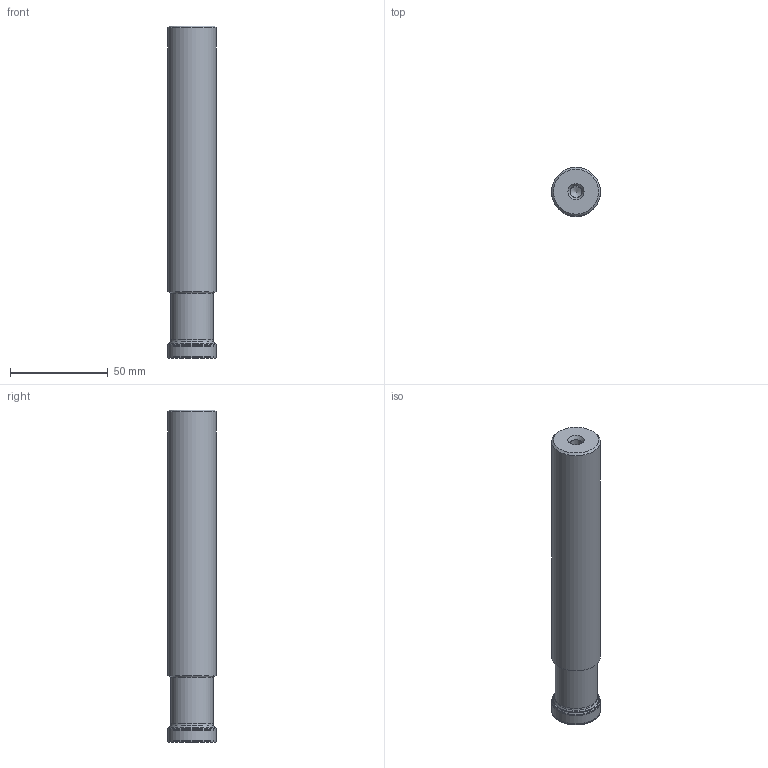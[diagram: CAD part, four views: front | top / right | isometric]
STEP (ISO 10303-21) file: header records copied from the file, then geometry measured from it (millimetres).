
FILE_DESCRIPTION(/* description */ (''),/* implementation_level */ '2;1');
FILE_NAME(/* name */ '25A3R034A25_STN10_C_115009462ndi000_00_SIM.stp',/* time_stamp */ '2020-02-28T08:11:55+01:00',/* author */ (''),/* organization */ (''),/* preprocessor_version */ 'ST-DEVELOPER v16.7',/* originating_system */ 'SIEMENS PLM Software NX 12.0',/* authorisation */ '');
FILE_SCHEMA (('AUTOMOTIVE_DESIGN { 1 0 10303 214 3 1 1 1 }'));
Length unit declared in the file: millimetre
Products named in the file (1): lf193BA05D64d2v0
Bounding box: 25 x 25 x 170 mm (x, y, z)
Volume: 77561.9 mm3; surface area: 18083 mm2
Topology: 2 solids, 2 shells, 59 faces, 121 edges, 64 vertices
Faces by surface type: revolution 38, cone 10, torus 5, cylinder 4, plane 2
Full cylindrical faces by diameter (mm): 6 x1, 21.8 x1, 23.6 x1, 25 x1
Entity records: 1488 total; most frequent: CARTESIAN_POINT 441, DIRECTION 198, FACE_BOUND 118, EDGE_LOOP 116, ORIENTED_EDGE 116, AXIS2_PLACEMENT_3D 80, VERTEX_POINT 60, ADVANCED_FACE 59
